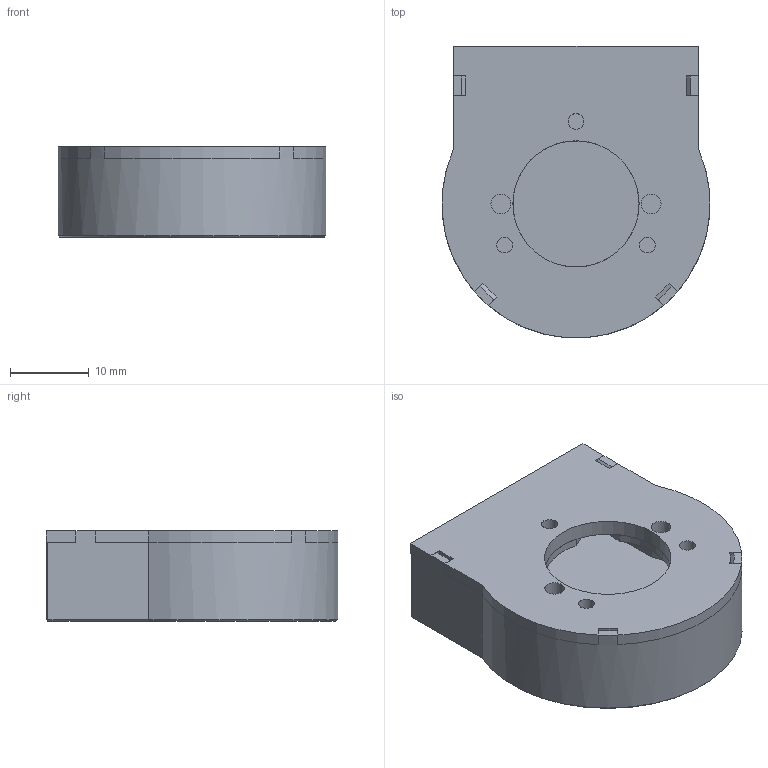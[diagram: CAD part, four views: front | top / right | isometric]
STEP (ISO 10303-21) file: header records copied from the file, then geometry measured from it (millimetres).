
FILE_DESCRIPTION(/* description */ (''),/* implementation_level */ '2;1');
FILE_NAME(/* name */ 'NOE2.stp',/* time_stamp */ '2020-07-21T10:39:53+02:00',/* author */ ('angelika.schneid'),/* organization */ (''),/* preprocessor_version */ 'ST-DEVELOPER v17.2',/* originating_system */ 'Autodesk Inventor 2019',/* authorisation */ '');
FILE_SCHEMA (('AUTOMOTIVE_DESIGN { 1 0 10303 214 3 1 1 }'));
Length unit declared in the file: millimetre
Products named in the file (1): NOE2_geschlossen_Shrinkwrap_1
Bounding box: 33.93 x 36.91 x 11.5 mm (x, y, z)
Volume: 4660.5 mm3; surface area: 8621.7 mm2
Topology: 4 solids, 4 shells, 247 faces, 702 edges, 465 vertices
Faces by surface type: plane 219, cylinder 24, cone 4
Full cylindrical faces by diameter (mm): 2 x6, 2.5 x4, 16 x1
Entity records: 8298 total; most frequent: CARTESIAN_POINT 1435, ORIENTED_EDGE 1404, DIRECTION 1271, EDGE_CURVE 702, LINE 613, VECTOR 613, VERTEX_POINT 465, AXIS2_PLACEMENT_3D 329
